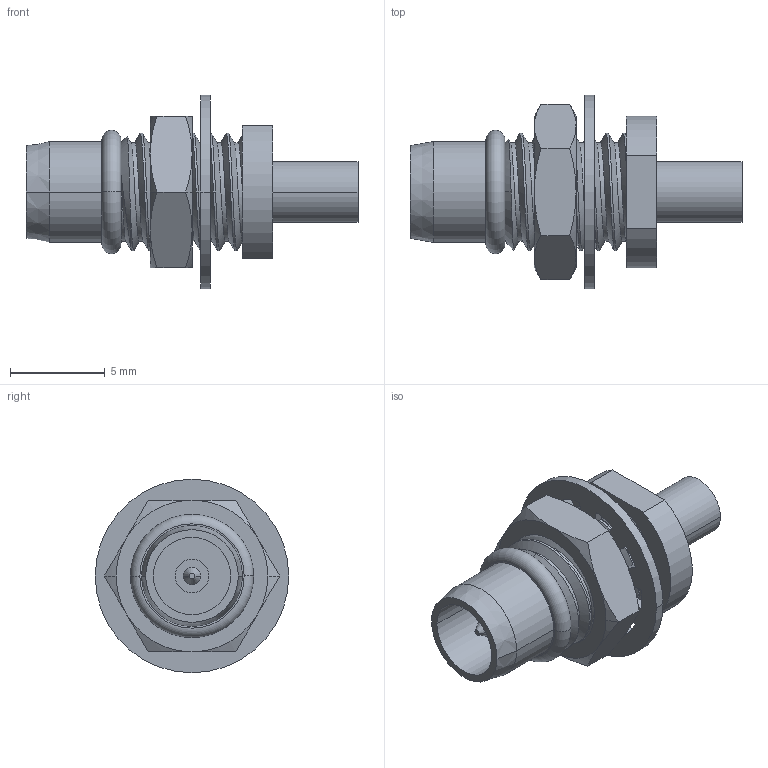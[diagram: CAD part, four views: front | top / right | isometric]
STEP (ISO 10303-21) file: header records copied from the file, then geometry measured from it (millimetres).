
FILE_DESCRIPTION (( 'STEP AP214' ), '1' );
FILE_NAME ('FMCN5151_3D.step', '2024-10-15T22:10:58', ( '' ), ( '' ), 'SwSTEP 2.0', 'SolidWorks 2022', '' );
FILE_SCHEMA (( 'AUTOMOTIVE_DESIGN' ));
Length unit declared in the file: inch
Products named in the file (5): SMA8500-5^FMCN5151; BMA3305B-0085^FMCN5151; BMA3500-0000-4^FMCN5151; SMA8500-4^FMCN5151; FMCN5151_3D
Assembly tree (4 placements, depth 2):
  FMCN5151_3D
    BMA3305B-0085^FMCN5151
    BMA3500-0000-4^FMCN5151
    SMA8500-4^FMCN5151
    SMA8500-5^FMCN5151
Bounding box: 17.5 x 10.2 x 10.2 mm (x, y, z)
Volume: 406.2 mm3; surface area: 858.5 mm2
Topology: 4 solids, 4 shells, 135 faces, 333 edges, 212 vertices
Faces by surface type: cylinder 56, plane 42, sphere 16, cone 12, torus 6, bspline 3
Entity records: 5620 total; most frequent: CARTESIAN_POINT 2172, DIRECTION 725, ORIENTED_EDGE 666, EDGE_CURVE 333, AXIS2_PLACEMENT_3D 293, VERTEX_POINT 212, CIRCLE 154, EDGE_LOOP 147
